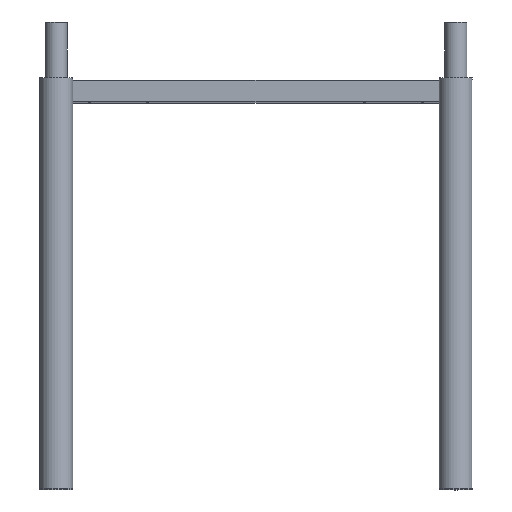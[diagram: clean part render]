
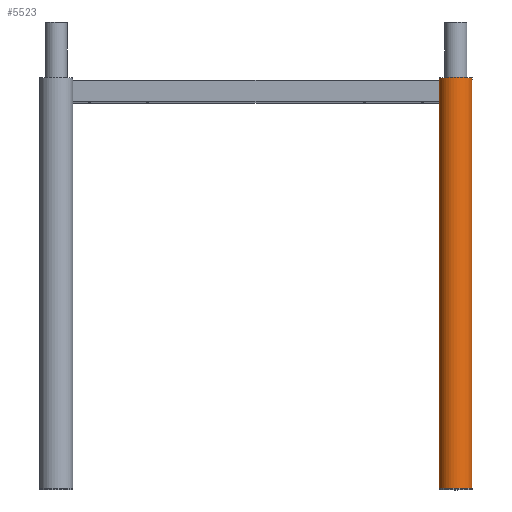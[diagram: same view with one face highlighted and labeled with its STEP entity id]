
A CAD part, top view. The second image highlights one B-rep face of the part: STEP entity #5523.
In plain terms, the highlighted cylindrical face has radius 15 mm (diameter 30 mm), a full revolution.
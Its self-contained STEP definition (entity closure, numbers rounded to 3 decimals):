
#96=FACE_BOUND('',#1418,.T.);
#374=LINE('',#8904,#734);
#377=LINE('',#8914,#737);
#378=LINE('',#8917,#738);
#379=LINE('',#8921,#739);
#380=LINE('',#8925,#740);
#734=VECTOR('',#6712,10.);
#737=VECTOR('',#6723,15.);
#738=VECTOR('',#6726,10.);
#739=VECTOR('',#6729,10.);
#740=VECTOR('',#6732,10.);
#1089=FACE_OUTER_BOUND('',#1417,.T.);
#1417=EDGE_LOOP('',(#3921,#3922,#3923,#3924));
#1418=EDGE_LOOP('',(#3925,#3926,#3927,#3928,#3929,#3930,#3931,#3932));
#1723=B_SPLINE_CURVE_WITH_KNOTS('',3,(#8279,#8280,#8281,#8282,#8283,#8284,
#8285,#8286,#8287,#8288,#8289,#8290,#8291,#8292,#8293,#8294,#8295,#8296),
 .UNSPECIFIED.,.F.,.F.,(4,2,2,2,2,2,2,2,4),(1.059,1.191,
1.324,1.456,1.588,1.721,1.853,
1.986,2.118),.UNSPECIFIED.);
#1950=CIRCLE('',#5924,15.);
#1951=CIRCLE('',#5925,15.);
#1952=CIRCLE('',#5926,15.);
#1953=CIRCLE('',#5927,15.);
#1954=CIRCLE('',#5928,15.);
#2190=VERTEX_POINT('',#8276);
#2191=VERTEX_POINT('',#8278);
#2281=VERTEX_POINT('',#8903);
#2283=VERTEX_POINT('',#8911);
#2284=VERTEX_POINT('',#8913);
#2285=VERTEX_POINT('',#8916);
#2286=VERTEX_POINT('',#8918);
#2287=VERTEX_POINT('',#8920);
#2288=VERTEX_POINT('',#8922);
#2289=VERTEX_POINT('',#8924);
#2762=EDGE_CURVE('',#2191,#2190,#1723,.T.);
#2903=EDGE_CURVE('',#2191,#2281,#374,.T.);
#2907=EDGE_CURVE('',#2283,#2283,#1950,.T.);
#2908=EDGE_CURVE('',#2283,#2284,#377,.T.);
#2909=EDGE_CURVE('',#2284,#2284,#1951,.T.);
#2910=EDGE_CURVE('',#2285,#2190,#378,.T.);
#2911=EDGE_CURVE('',#2285,#2286,#1952,.T.);
#2912=EDGE_CURVE('',#2287,#2286,#379,.T.);
#2913=EDGE_CURVE('',#2288,#2287,#1953,.T.);
#2914=EDGE_CURVE('',#2288,#2289,#380,.T.);
#2915=EDGE_CURVE('',#2289,#2281,#1954,.T.);
#3921=ORIENTED_EDGE('',*,*,#2907,.T.);
#3922=ORIENTED_EDGE('',*,*,#2908,.T.);
#3923=ORIENTED_EDGE('',*,*,#2909,.F.);
#3924=ORIENTED_EDGE('',*,*,#2908,.F.);
#3925=ORIENTED_EDGE('',*,*,#2910,.F.);
#3926=ORIENTED_EDGE('',*,*,#2911,.T.);
#3927=ORIENTED_EDGE('',*,*,#2912,.F.);
#3928=ORIENTED_EDGE('',*,*,#2913,.F.);
#3929=ORIENTED_EDGE('',*,*,#2914,.T.);
#3930=ORIENTED_EDGE('',*,*,#2915,.T.);
#3931=ORIENTED_EDGE('',*,*,#2903,.F.);
#3932=ORIENTED_EDGE('',*,*,#2762,.T.);
#5273=CYLINDRICAL_SURFACE('',#5923,15.);
#5523=ADVANCED_FACE('',(#1089,#96),#5273,.T.);
#5923=AXIS2_PLACEMENT_3D('',#8910,#6719,#6720);
#5924=AXIS2_PLACEMENT_3D('',#8912,#6721,#6722);
#5925=AXIS2_PLACEMENT_3D('',#8915,#6724,#6725);
#5926=AXIS2_PLACEMENT_3D('',#8919,#6727,#6728);
#5927=AXIS2_PLACEMENT_3D('',#8923,#6730,#6731);
#5928=AXIS2_PLACEMENT_3D('',#8926,#6733,#6734);
#6712=DIRECTION('',(0.,-1.,0.));
#6719=DIRECTION('center_axis',(0.,1.,0.));
#6720=DIRECTION('ref_axis',(-0.707,0.,-0.707));
#6721=DIRECTION('center_axis',(0.,-1.,0.));
#6722=DIRECTION('ref_axis',(-0.707,0.,-0.707));
#6723=DIRECTION('',(0.,-1.,0.));
#6724=DIRECTION('center_axis',(0.,-1.,0.));
#6725=DIRECTION('ref_axis',(-0.707,0.,-0.707));
#6726=DIRECTION('',(0.,1.,0.));
#6727=DIRECTION('center_axis',(0.,-1.,0.));
#6728=DIRECTION('ref_axis',(1.,0.,0.));
#6729=DIRECTION('',(0.,-1.,0.));
#6730=DIRECTION('center_axis',(0.,-1.,0.));
#6731=DIRECTION('ref_axis',(1.,0.,0.));
#6732=DIRECTION('',(0.,-1.,0.));
#6733=DIRECTION('center_axis',(0.,-1.,0.));
#6734=DIRECTION('ref_axis',(1.,0.,0.));
#8276=CARTESIAN_POINT('',(172.161,-21.183,437.211));
#8278=CARTESIAN_POINT('',(167.211,-21.183,442.161));
#8279=CARTESIAN_POINT('Ctrl Pts',(167.211,-21.183,442.161));
#8280=CARTESIAN_POINT('Ctrl Pts',(167.211,-21.624,442.161));
#8281=CARTESIAN_POINT('Ctrl Pts',(167.258,-22.094,442.083));
#8282=CARTESIAN_POINT('Ctrl Pts',(167.455,-22.955,441.774));
#8283=CARTESIAN_POINT('Ctrl Pts',(167.606,-23.348,441.545));
#8284=CARTESIAN_POINT('Ctrl Pts',(167.971,-23.968,441.033));
#8285=CARTESIAN_POINT('Ctrl Pts',(168.21,-24.237,440.717));
#8286=CARTESIAN_POINT('Ctrl Pts',(168.765,-24.594,440.053));
#8287=CARTESIAN_POINT('Ctrl Pts',(169.081,-24.683,439.705));
#8288=CARTESIAN_POINT('Ctrl Pts',(169.705,-24.683,439.081));
#8289=CARTESIAN_POINT('Ctrl Pts',(170.053,-24.594,438.765));
#8290=CARTESIAN_POINT('Ctrl Pts',(170.717,-24.237,438.21));
#8291=CARTESIAN_POINT('Ctrl Pts',(171.033,-23.968,437.971));
#8292=CARTESIAN_POINT('Ctrl Pts',(171.545,-23.348,437.606));
#8293=CARTESIAN_POINT('Ctrl Pts',(171.774,-22.955,437.455));
#8294=CARTESIAN_POINT('Ctrl Pts',(172.083,-22.094,437.258));
#8295=CARTESIAN_POINT('Ctrl Pts',(172.161,-21.624,437.211));
#8296=CARTESIAN_POINT('Ctrl Pts',(172.161,-21.183,437.211));
#8903=CARTESIAN_POINT('',(167.211,-29.683,442.161));
#8904=CARTESIAN_POINT('',(167.211,-10.683,442.161));
#8910=CARTESIAN_POINT('Origin',(180.,-378.183,450.));
#8911=CARTESIAN_POINT('',(190.607,-8.183,460.607));
#8912=CARTESIAN_POINT('Origin',(180.,-8.183,450.));
#8913=CARTESIAN_POINT('',(190.607,-378.183,460.607));
#8914=CARTESIAN_POINT('',(190.607,-378.183,460.607));
#8915=CARTESIAN_POINT('Origin',(180.,-378.183,450.));
#8916=CARTESIAN_POINT('',(172.161,-29.683,437.211));
#8917=CARTESIAN_POINT('',(172.161,-10.683,437.211));
#8918=CARTESIAN_POINT('',(179.,-29.683,435.033));
#8919=CARTESIAN_POINT('Origin',(180.,-29.683,450.));
#8920=CARTESIAN_POINT('',(179.,-10.683,435.033));
#8921=CARTESIAN_POINT('',(179.,-10.683,435.033));
#8922=CARTESIAN_POINT('',(165.033,-10.683,449.));
#8923=CARTESIAN_POINT('Origin',(180.,-10.683,450.));
#8924=CARTESIAN_POINT('',(165.033,-29.683,449.));
#8925=CARTESIAN_POINT('',(165.033,-10.683,449.));
#8926=CARTESIAN_POINT('Origin',(180.,-29.683,450.));
